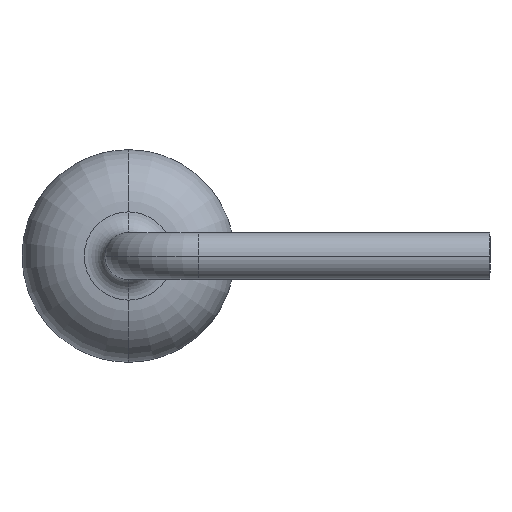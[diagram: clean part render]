
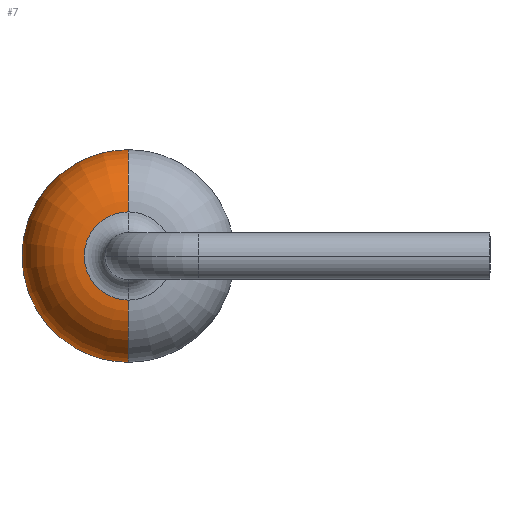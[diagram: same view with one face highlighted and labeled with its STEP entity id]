
A CAD part, left-side view. The second image highlights one B-rep face of the part: STEP entity #7.
In plain terms, the highlighted toroidal (fillet/blend) face has major radius 0.508 mm and minor radius 0.762 mm.
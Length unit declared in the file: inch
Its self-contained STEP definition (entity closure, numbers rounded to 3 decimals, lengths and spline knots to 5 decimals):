
#7 = ADVANCED_FACE ( 'NONE', ( #316 ), #234, .T. ) ;
#8 = ORIENTED_EDGE ( 'NONE', *, *, #9, .T. ) ;
#9 = EDGE_CURVE ( 'NONE', #10, #20, #230, .T. ) ;
#10 = VERTEX_POINT ( 'NONE', #226 ) ;
#20 = VERTEX_POINT ( 'NONE', #353 ) ;
#21 = ORIENTED_EDGE ( 'NONE', *, *, #22, .T. ) ;
#22 = EDGE_CURVE ( 'NONE', #20, #154, #390, .T. ) ;
#23 = ORIENTED_EDGE ( 'NONE', *, *, #152, .F. ) ;
#24 = ORIENTED_EDGE ( 'NONE', *, *, #25, .F. ) ;
#25 = EDGE_CURVE ( 'NONE', #10, #153, #384, .T. ) ;
#59 = EDGE_LOOP ( 'NONE', ( #8, #21, #23, #24 ) ) ;
#152 = EDGE_CURVE ( 'NONE', #153, #154, #903, .T. ) ;
#153 = VERTEX_POINT ( 'NONE', #898 ) ;
#154 = VERTEX_POINT ( 'NONE', #897 ) ;
#226 = CARTESIAN_POINT ( 'NONE',  ( -0.12, 0.05, -0.02075 ) ) ;
#227 = DIRECTION ( 'NONE',  ( 0., 0., -1. ) ) ;
#228 = DIRECTION ( 'NONE',  ( 1., 0., 0. ) ) ;
#229 = AXIS2_PLACEMENT_3D ( 'NONE', #235, #228, #227 ) ;
#230 = CIRCLE ( 'NONE', #229, 0.02075 ) ;
#231 = DIRECTION ( 'NONE',  ( 0., 0., -1. ) ) ;
#232 = DIRECTION ( 'NONE',  ( 1., 0., 0. ) ) ;
#233 = AXIS2_PLACEMENT_3D ( 'NONE', #236, #232, #231 ) ;
#234 = TOROIDAL_SURFACE ( 'NONE', #233, 0.02, 0.03 ) ;
#235 = CARTESIAN_POINT ( 'NONE',  ( -0.12, 0.05, 0. ) ) ;
#236 = CARTESIAN_POINT ( 'NONE',  ( -0.09001, 0.05, 0. ) ) ;
#316 = FACE_OUTER_BOUND ( 'NONE', #59, .T. ) ;
#353 = CARTESIAN_POINT ( 'NONE',  ( -0.12, 0.05, 0.02075 ) ) ;
#381 = DIRECTION ( 'NONE',  ( 0., 0., -1. ) ) ;
#382 = DIRECTION ( 'NONE',  ( 0., -1., 0. ) ) ;
#383 = AXIS2_PLACEMENT_3D ( 'NONE', #391, #382, #381 ) ;
#384 = CIRCLE ( 'NONE', #383, 0.03 ) ;
#386 = DIRECTION ( 'NONE',  ( 0., 0., 1. ) ) ;
#387 = DIRECTION ( 'NONE',  ( 0., 1., 0. ) ) ;
#388 = CARTESIAN_POINT ( 'NONE',  ( -0.09001, 0.05, 0.02 ) ) ;
#389 = AXIS2_PLACEMENT_3D ( 'NONE', #388, #387, #386 ) ;
#390 = CIRCLE ( 'NONE', #389, 0.03 ) ;
#391 = CARTESIAN_POINT ( 'NONE',  ( -0.09001, 0.05, -0.02 ) ) ;
#897 = CARTESIAN_POINT ( 'NONE',  ( -0.09001, 0.05, 0.05 ) ) ;
#898 = CARTESIAN_POINT ( 'NONE',  ( -0.09001, 0.05, -0.05 ) ) ;
#899 = DIRECTION ( 'NONE',  ( 0., 0., -1. ) ) ;
#900 = DIRECTION ( 'NONE',  ( 1., 0., 0. ) ) ;
#901 = CARTESIAN_POINT ( 'NONE',  ( -0.09001, 0.05, 0. ) ) ;
#902 = AXIS2_PLACEMENT_3D ( 'NONE', #901, #900, #899 ) ;
#903 = CIRCLE ( 'NONE', #902, 0.05 ) ;
